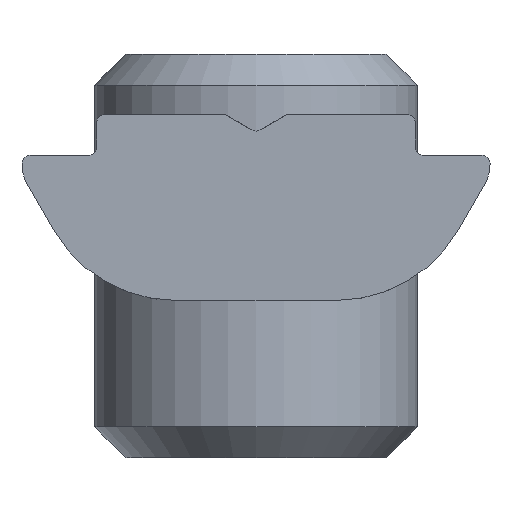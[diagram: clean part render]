
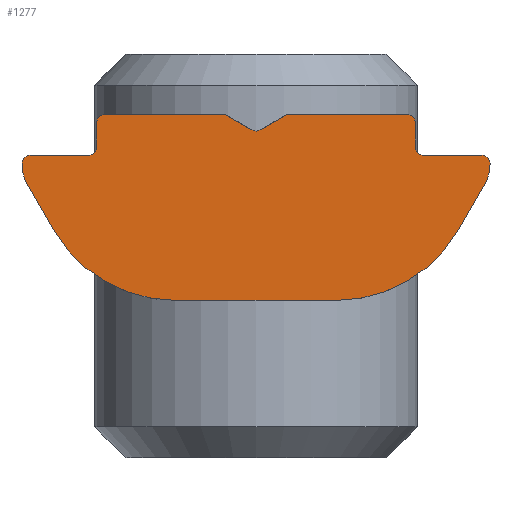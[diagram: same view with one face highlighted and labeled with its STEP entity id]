
A CAD part, front view. The second image highlights one B-rep face of the part: STEP entity #1277.
In plain terms, the highlighted planar face has unit normal (0, -1, 0).
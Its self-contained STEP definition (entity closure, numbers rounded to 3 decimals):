
#88=CIRCLE('',#1415,1.);
#90=CIRCLE('',#1419,3.5);
#93=CIRCLE('',#1424,0.2);
#94=CIRCLE('',#1425,0.2);
#95=CIRCLE('',#1426,0.2);
#96=CIRCLE('',#1427,0.2);
#97=CIRCLE('',#1428,3.5);
#98=CIRCLE('',#1429,1.);
#99=CIRCLE('',#1430,0.2);
#100=CIRCLE('',#1431,0.2);
#101=CIRCLE('',#1432,0.2);
#164=FACE_OUTER_BOUND('',#232,.T.);
#232=EDGE_LOOP('',(#829,#830,#831,#832,#833,#834,#835,#836,#837,#838,#839,
#840,#841,#842,#843,#844,#845,#846,#847,#848,#849,#850,#851,#852));
#298=LINE('',#1935,#394);
#303=LINE('',#1948,#399);
#308=LINE('',#2028,#404);
#309=LINE('',#2030,#405);
#310=LINE('',#2034,#406);
#311=LINE('',#2038,#407);
#312=LINE('',#2041,#408);
#313=LINE('',#2045,#409);
#314=LINE('',#2049,#410);
#315=LINE('',#2053,#411);
#316=LINE('',#2057,#412);
#317=LINE('',#2061,#413);
#318=LINE('',#2062,#414);
#394=VECTOR('',#1558,1.);
#399=VECTOR('',#1571,1.);
#404=VECTOR('',#1592,1.);
#405=VECTOR('',#1593,1.);
#406=VECTOR('',#1596,1.);
#407=VECTOR('',#1599,1.);
#408=VECTOR('',#1602,1.);
#409=VECTOR('',#1605,1.);
#410=VECTOR('',#1608,1.);
#411=VECTOR('',#1611,1.);
#412=VECTOR('',#1614,1.);
#413=VECTOR('',#1617,1.);
#414=VECTOR('',#1618,1.);
#490=VERTEX_POINT('',#1932);
#491=VERTEX_POINT('',#1934);
#493=VERTEX_POINT('',#1940);
#495=VERTEX_POINT('',#1946);
#505=VERTEX_POINT('',#2014);
#508=VERTEX_POINT('',#2024);
#509=VERTEX_POINT('',#2025);
#510=VERTEX_POINT('',#2027);
#511=VERTEX_POINT('',#2029);
#512=VERTEX_POINT('',#2031);
#513=VERTEX_POINT('',#2033);
#514=VERTEX_POINT('',#2035);
#515=VERTEX_POINT('',#2037);
#516=VERTEX_POINT('',#2040);
#517=VERTEX_POINT('',#2042);
#518=VERTEX_POINT('',#2044);
#519=VERTEX_POINT('',#2046);
#520=VERTEX_POINT('',#2048);
#521=VERTEX_POINT('',#2050);
#522=VERTEX_POINT('',#2052);
#523=VERTEX_POINT('',#2054);
#524=VERTEX_POINT('',#2056);
#525=VERTEX_POINT('',#2058);
#526=VERTEX_POINT('',#2060);
#613=EDGE_CURVE('',#491,#490,#298,.T.);
#617=EDGE_CURVE('',#490,#493,#88,.T.);
#620=EDGE_CURVE('',#493,#495,#303,.T.);
#631=EDGE_CURVE('',#495,#505,#90,.T.);
#635=EDGE_CURVE('',#508,#509,#93,.T.);
#636=EDGE_CURVE('',#508,#510,#308,.T.);
#637=EDGE_CURVE('',#510,#511,#309,.T.);
#638=EDGE_CURVE('',#511,#512,#94,.T.);
#639=EDGE_CURVE('',#512,#513,#310,.T.);
#640=EDGE_CURVE('',#513,#514,#95,.T.);
#641=EDGE_CURVE('',#514,#515,#311,.T.);
#642=EDGE_CURVE('',#515,#491,#96,.T.);
#643=EDGE_CURVE('',#516,#505,#312,.T.);
#644=EDGE_CURVE('',#517,#516,#97,.T.);
#645=EDGE_CURVE('',#518,#517,#313,.T.);
#646=EDGE_CURVE('',#519,#518,#98,.T.);
#647=EDGE_CURVE('',#520,#519,#314,.T.);
#648=EDGE_CURVE('',#521,#520,#99,.T.);
#649=EDGE_CURVE('',#522,#521,#315,.T.);
#650=EDGE_CURVE('',#523,#522,#100,.T.);
#651=EDGE_CURVE('',#524,#523,#316,.T.);
#652=EDGE_CURVE('',#525,#524,#101,.T.);
#653=EDGE_CURVE('',#526,#525,#317,.T.);
#654=EDGE_CURVE('',#509,#526,#318,.T.);
#829=ORIENTED_EDGE('',*,*,#635,.F.);
#830=ORIENTED_EDGE('',*,*,#636,.T.);
#831=ORIENTED_EDGE('',*,*,#637,.T.);
#832=ORIENTED_EDGE('',*,*,#638,.T.);
#833=ORIENTED_EDGE('',*,*,#639,.T.);
#834=ORIENTED_EDGE('',*,*,#640,.T.);
#835=ORIENTED_EDGE('',*,*,#641,.T.);
#836=ORIENTED_EDGE('',*,*,#642,.T.);
#837=ORIENTED_EDGE('',*,*,#613,.T.);
#838=ORIENTED_EDGE('',*,*,#617,.T.);
#839=ORIENTED_EDGE('',*,*,#620,.T.);
#840=ORIENTED_EDGE('',*,*,#631,.T.);
#841=ORIENTED_EDGE('',*,*,#643,.F.);
#842=ORIENTED_EDGE('',*,*,#644,.F.);
#843=ORIENTED_EDGE('',*,*,#645,.F.);
#844=ORIENTED_EDGE('',*,*,#646,.F.);
#845=ORIENTED_EDGE('',*,*,#647,.F.);
#846=ORIENTED_EDGE('',*,*,#648,.F.);
#847=ORIENTED_EDGE('',*,*,#649,.F.);
#848=ORIENTED_EDGE('',*,*,#650,.F.);
#849=ORIENTED_EDGE('',*,*,#651,.F.);
#850=ORIENTED_EDGE('',*,*,#652,.F.);
#851=ORIENTED_EDGE('',*,*,#653,.F.);
#852=ORIENTED_EDGE('',*,*,#654,.F.);
#1184=PLANE('',#1423);
#1277=ADVANCED_FACE('',(#164),#1184,.T.);
#1415=AXIS2_PLACEMENT_3D('',#1942,#1565,#1566);
#1419=AXIS2_PLACEMENT_3D('',#2016,#1579,#1580);
#1423=AXIS2_PLACEMENT_3D('',#2023,#1588,#1589);
#1424=AXIS2_PLACEMENT_3D('',#2026,#1590,#1591);
#1425=AXIS2_PLACEMENT_3D('',#2032,#1594,#1595);
#1426=AXIS2_PLACEMENT_3D('',#2036,#1597,#1598);
#1427=AXIS2_PLACEMENT_3D('',#2039,#1600,#1601);
#1428=AXIS2_PLACEMENT_3D('',#2043,#1603,#1604);
#1429=AXIS2_PLACEMENT_3D('',#2047,#1606,#1607);
#1430=AXIS2_PLACEMENT_3D('',#2051,#1609,#1610);
#1431=AXIS2_PLACEMENT_3D('',#2055,#1612,#1613);
#1432=AXIS2_PLACEMENT_3D('',#2059,#1615,#1616);
#1558=DIRECTION('',(0.,0.,-1.));
#1565=DIRECTION('center_axis',(0.,-1.,0.));
#1566=DIRECTION('ref_axis',(-0.866,0.,-0.5));
#1571=DIRECTION('',(0.5,0.,-0.866));
#1579=DIRECTION('center_axis',(0.,-1.,0.));
#1580=DIRECTION('ref_axis',(0.,0.,
-1.));
#1588=DIRECTION('center_axis',(0.,-1.,0.));
#1589=DIRECTION('ref_axis',(0.,0.,1.));
#1590=DIRECTION('center_axis',(0.,-1.,0.));
#1591=DIRECTION('ref_axis',(0.5,0.,-0.866));
#1592=DIRECTION('',(-0.866,0.,0.5));
#1593=DIRECTION('',(-1.,0.,0.));
#1594=DIRECTION('center_axis',(0.,-1.,0.));
#1595=DIRECTION('ref_axis',(-1.,0.,0.));
#1596=DIRECTION('',(0.,0.,-1.));
#1597=DIRECTION('center_axis',(0.,1.,0.));
#1598=DIRECTION('ref_axis',(0.,0.,-1.));
#1599=DIRECTION('',(-1.,0.,0.));
#1600=DIRECTION('center_axis',(0.,-1.,0.));
#1601=DIRECTION('ref_axis',(-1.,0.,0.));
#1602=DIRECTION('',(-1.,0.,0.));
#1603=DIRECTION('center_axis',(0.,1.,0.));
#1604=DIRECTION('ref_axis',(0.,0.,
-1.));
#1605=DIRECTION('',(-0.5,0.,-0.866));
#1606=DIRECTION('center_axis',(0.,1.,0.));
#1607=DIRECTION('ref_axis',(0.866,0.,-0.5));
#1608=DIRECTION('',(0.,0.,-1.));
#1609=DIRECTION('center_axis',(0.,1.,0.));
#1610=DIRECTION('ref_axis',(1.,0.,0.));
#1611=DIRECTION('',(1.,0.,0.));
#1612=DIRECTION('center_axis',(0.,-1.,0.));
#1613=DIRECTION('ref_axis',(0.,0.,-1.));
#1614=DIRECTION('',(0.,0.,-1.));
#1615=DIRECTION('center_axis',(0.,1.,0.));
#1616=DIRECTION('ref_axis',(1.,0.,0.));
#1617=DIRECTION('',(1.,0.,0.));
#1618=DIRECTION('',(0.866,0.,0.5));
#1932=CARTESIAN_POINT('',(-5.8,-44.753,-1.232));
#1934=CARTESIAN_POINT('',(-5.8,-44.753,-1.2));
#1935=CARTESIAN_POINT('',(-5.8,-44.753,-1.232));
#1940=CARTESIAN_POINT('',(-5.666,-44.753,-1.732));
#1942=CARTESIAN_POINT('Origin',(-4.8,-44.753,-1.232));
#1946=CARTESIAN_POINT('',(-5.021,-44.753,-2.85));
#1948=CARTESIAN_POINT('',(-5.021,-44.753,-2.85));
#2014=CARTESIAN_POINT('',(-1.99,-44.753,-4.6));
#2016=CARTESIAN_POINT('Origin',(-1.99,-44.753,-1.1));
#2023=CARTESIAN_POINT('Origin',(1.878,-44.753,-6.092));
#2024=CARTESIAN_POINT('',(-0.1,-44.753,-0.376));
#2025=CARTESIAN_POINT('',(0.1,-44.753,-0.376));
#2026=CARTESIAN_POINT('Origin',(0.,-44.753,
-0.202));
#2027=CARTESIAN_POINT('',(-0.75,-44.753,0.));
#2028=CARTESIAN_POINT('',(-0.75,-44.753,0.));
#2029=CARTESIAN_POINT('',(-3.75,-44.753,0.));
#2030=CARTESIAN_POINT('',(-3.75,-44.753,0.));
#2031=CARTESIAN_POINT('',(-3.95,-44.753,-0.2));
#2032=CARTESIAN_POINT('Origin',(-3.75,-44.753,-0.2));
#2033=CARTESIAN_POINT('',(-3.95,-44.753,-0.8));
#2034=CARTESIAN_POINT('',(-3.95,-44.753,-0.8));
#2035=CARTESIAN_POINT('',(-4.15,-44.753,-1.));
#2036=CARTESIAN_POINT('Origin',(-4.15,-44.753,-0.8));
#2037=CARTESIAN_POINT('',(-5.6,-44.753,-1.));
#2038=CARTESIAN_POINT('',(-5.6,-44.753,-1.));
#2039=CARTESIAN_POINT('Origin',(-5.6,-44.753,-1.2));
#2040=CARTESIAN_POINT('',(1.989,-44.753,-4.6));
#2041=CARTESIAN_POINT('',(-1.99,-44.753,-4.6));
#2042=CARTESIAN_POINT('',(5.02,-44.753,-2.85));
#2043=CARTESIAN_POINT('Origin',(1.989,-44.753,-1.1));
#2044=CARTESIAN_POINT('',(5.666,-44.753,-1.732));
#2045=CARTESIAN_POINT('',(5.02,-44.753,-2.85));
#2046=CARTESIAN_POINT('',(5.8,-44.753,-1.232));
#2047=CARTESIAN_POINT('Origin',(4.8,-44.753,-1.232));
#2048=CARTESIAN_POINT('',(5.8,-44.753,-1.2));
#2049=CARTESIAN_POINT('',(5.8,-44.753,-1.232));
#2050=CARTESIAN_POINT('',(5.6,-44.753,-1.));
#2051=CARTESIAN_POINT('Origin',(5.6,-44.753,-1.2));
#2052=CARTESIAN_POINT('',(4.15,-44.753,-1.));
#2053=CARTESIAN_POINT('',(5.6,-44.753,-1.));
#2054=CARTESIAN_POINT('',(3.95,-44.753,-0.8));
#2055=CARTESIAN_POINT('Origin',(4.15,-44.753,-0.8));
#2056=CARTESIAN_POINT('',(3.95,-44.753,-0.2));
#2057=CARTESIAN_POINT('',(3.95,-44.753,-0.8));
#2058=CARTESIAN_POINT('',(3.75,-44.753,0.));
#2059=CARTESIAN_POINT('Origin',(3.75,-44.753,-0.2));
#2060=CARTESIAN_POINT('',(0.75,-44.753,0.));
#2061=CARTESIAN_POINT('',(3.75,-44.753,0.));
#2062=CARTESIAN_POINT('',(0.75,-44.753,0.));
